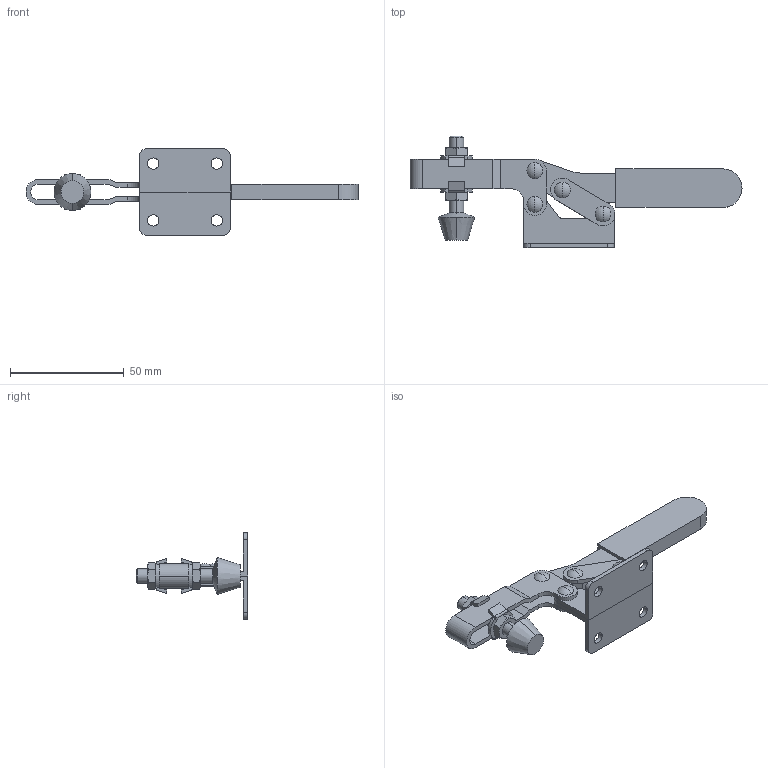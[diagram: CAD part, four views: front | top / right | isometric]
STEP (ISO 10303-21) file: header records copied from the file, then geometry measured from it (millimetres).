
FILE_DESCRIPTION (( 'STEP AP214' ), '1' );
FILE_NAME ('GH-201-C(Â²¤Æ).STEP', '2020-07-14T05:22:46', ( 'LinWei' ), ( '' ), 'SwSTEP 2.0', 'SolidWorks 2016', '' );
FILE_SCHEMA (( 'AUTOMOTIVE_DESIGN' ));
Length unit declared in the file: millimetre
Products named in the file (6): Group2^GH-201-C(簡化); GH-201-C(簡化); 1201C01-1^GH-201-C(簡化); Group5^GH-201-C(簡化); Group4^GH-201-C(簡化); Group3^GH-201-C(簡化)
Assembly tree (5 placements, depth 2):
  GH-201-C(簡化)
    Group2^GH-201-C(簡化)
    Group3^GH-201-C(簡化)
    Group4^GH-201-C(簡化)
    Group5^GH-201-C(簡化)
    1201C01-1^GH-201-C(簡化)
Bounding box: 146.18 x 49.25 x 38 mm (x, y, z)
Volume: 22395.4 mm3; surface area: 17190.6 mm2
Topology: 5 solids, 5 shells, 227 faces, 552 edges, 352 vertices
Faces by surface type: plane 105, cylinder 76, cone 30, torus 8, sphere 8
Entity records: 7900 total; most frequent: CARTESIAN_POINT 1379, DIRECTION 1188, ORIENTED_EDGE 1104, EDGE_CURVE 552, AXIS2_PLACEMENT_3D 449, VERTEX_POINT 352, VECTOR 290, LINE 290
